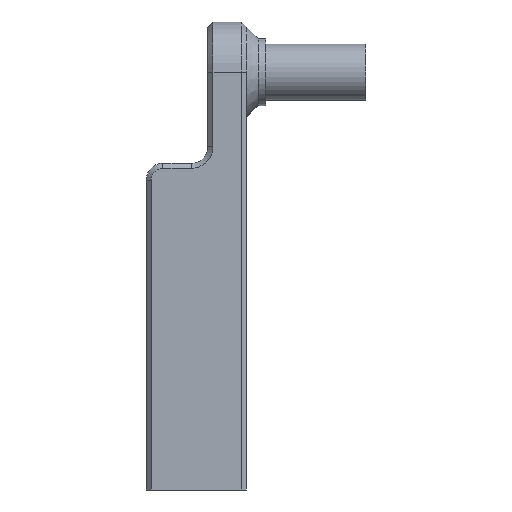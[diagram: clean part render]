
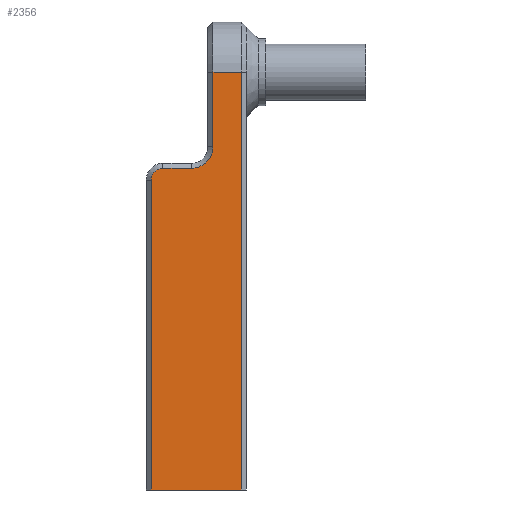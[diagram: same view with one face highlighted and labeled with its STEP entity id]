
A CAD part, front view. The second image highlights one B-rep face of the part: STEP entity #2356.
In plain terms, the highlighted planar face has unit normal (0, -1, 0).
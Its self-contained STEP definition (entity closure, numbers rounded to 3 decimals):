
#73 = EDGE_CURVE ( 'NONE', #2232, #877, #2550, .T. ) ;
#172 = VECTOR ( 'NONE', #449, 1000. ) ;
#181 = CARTESIAN_POINT ( 'NONE',  ( 5., 0., 92.73 ) ) ;
#184 = CARTESIAN_POINT ( 'NONE',  ( 28.5, 0., 125. ) ) ;
#308 = AXIS2_PLACEMENT_3D ( 'NONE', #1951, #3018, #2489 ) ;
#335 = CARTESIAN_POINT ( 'NONE',  ( 13.491, 0., 102.73 ) ) ;
#358 = CARTESIAN_POINT ( 'NONE',  ( 0., 0., 96.23 ) ) ;
#370 = VERTEX_POINT ( 'NONE', #1116 ) ;
#449 = DIRECTION ( 'NONE',  ( 0., 0., -1. ) ) ;
#498 = CARTESIAN_POINT ( 'NONE',  ( 13.491, 0., 96.23 ) ) ;
#528 = VECTOR ( 'NONE', #3134, 1000. ) ;
#611 = DIRECTION ( 'NONE',  ( 0., 1., 0. ) ) ;
#689 = VECTOR ( 'NONE', #1476, 1000. ) ;
#713 = DIRECTION ( 'NONE',  ( 0., 0., 1. ) ) ;
#727 = EDGE_CURVE ( 'NONE', #1267, #2232, #2317, .T. ) ;
#755 = LINE ( 'NONE', #2919, #2153 ) ;
#877 = VERTEX_POINT ( 'NONE', #2576 ) ;
#885 = PLANE ( 'NONE',  #308 ) ;
#1000 = LINE ( 'NONE', #2350, #3261 ) ;
#1052 = CARTESIAN_POINT ( 'NONE',  ( 28.5, 0., 0. ) ) ;
#1116 = CARTESIAN_POINT ( 'NONE',  ( 1.5, 0., 0. ) ) ;
#1267 = VERTEX_POINT ( 'NONE', #3309 ) ;
#1328 = EDGE_CURVE ( 'NONE', #1449, #2406, #1799, .T. ) ;
#1364 = ORIENTED_EDGE ( 'NONE', *, *, #2188, .F. ) ;
#1415 = EDGE_CURVE ( 'NONE', #370, #1449, #755, .T. ) ;
#1417 = CIRCLE ( 'NONE', #1643, 3.5 ) ;
#1449 = VERTEX_POINT ( 'NONE', #1052 ) ;
#1460 = LINE ( 'NONE', #3082, #689 ) ;
#1476 = DIRECTION ( 'NONE',  ( 0., 0., -1. ) ) ;
#1486 = EDGE_LOOP ( 'NONE', ( #2750, #2455, #1364, #1668, #3005, #3052, #1815, #1581 ) ) ;
#1537 = CARTESIAN_POINT ( 'NONE',  ( 1.5, 0., 92.73 ) ) ;
#1556 = CARTESIAN_POINT ( 'NONE',  ( 19.991, 0., 125. ) ) ;
#1572 = DIRECTION ( 'NONE',  ( 0., -1., 0. ) ) ;
#1573 = DIRECTION ( 'NONE',  ( 1., 0., 0. ) ) ;
#1581 = ORIENTED_EDGE ( 'NONE', *, *, #2393, .T. ) ;
#1596 = VERTEX_POINT ( 'NONE', #1537 ) ;
#1627 = EDGE_CURVE ( 'NONE', #3238, #1267, #2299, .T. ) ;
#1643 = AXIS2_PLACEMENT_3D ( 'NONE', #181, #1572, #713 ) ;
#1668 = ORIENTED_EDGE ( 'NONE', *, *, #1627, .T. ) ;
#1686 = DIRECTION ( 'NONE',  ( -1., 0., 0. ) ) ;
#1799 = LINE ( 'NONE', #3433, #528 ) ;
#1815 = ORIENTED_EDGE ( 'NONE', *, *, #3190, .T. ) ;
#1951 = CARTESIAN_POINT ( 'NONE',  ( 0., 0., 95. ) ) ;
#2112 = DIRECTION ( 'NONE',  ( 1., 0., 0. ) ) ;
#2153 = VECTOR ( 'NONE', #1573, 1000. ) ;
#2188 = EDGE_CURVE ( 'NONE', #3238, #2406, #1000, .T. ) ;
#2232 = VERTEX_POINT ( 'NONE', #498 ) ;
#2299 = LINE ( 'NONE', #2335, #172 ) ;
#2317 = CIRCLE ( 'NONE', #2770, 6.5 ) ;
#2335 = CARTESIAN_POINT ( 'NONE',  ( 19.991, 0., 95. ) ) ;
#2350 = CARTESIAN_POINT ( 'NONE',  ( 0., 0., 125. ) ) ;
#2356 = ADVANCED_FACE ( 'NONE', ( #3278 ), #885, .F. ) ;
#2393 = EDGE_CURVE ( 'NONE', #1596, #370, #1460, .T. ) ;
#2406 = VERTEX_POINT ( 'NONE', #184 ) ;
#2455 = ORIENTED_EDGE ( 'NONE', *, *, #1328, .T. ) ;
#2459 = DIRECTION ( 'NONE',  ( 0., 0., 1. ) ) ;
#2489 = DIRECTION ( 'NONE',  ( 0., 0., 1. ) ) ;
#2550 = LINE ( 'NONE', #358, #2948 ) ;
#2576 = CARTESIAN_POINT ( 'NONE',  ( 5., 0., 96.23 ) ) ;
#2750 = ORIENTED_EDGE ( 'NONE', *, *, #1415, .T. ) ;
#2770 = AXIS2_PLACEMENT_3D ( 'NONE', #335, #611, #2459 ) ;
#2919 = CARTESIAN_POINT ( 'NONE',  ( 0., 0., 0. ) ) ;
#2948 = VECTOR ( 'NONE', #1686, 1000. ) ;
#3005 = ORIENTED_EDGE ( 'NONE', *, *, #727, .T. ) ;
#3018 = DIRECTION ( 'NONE',  ( 0., 1., 0. ) ) ;
#3052 = ORIENTED_EDGE ( 'NONE', *, *, #73, .T. ) ;
#3082 = CARTESIAN_POINT ( 'NONE',  ( 1.5, 0., 95. ) ) ;
#3134 = DIRECTION ( 'NONE',  ( 0., 0., 1. ) ) ;
#3190 = EDGE_CURVE ( 'NONE', #877, #1596, #1417, .T. ) ;
#3238 = VERTEX_POINT ( 'NONE', #1556 ) ;
#3261 = VECTOR ( 'NONE', #2112, 1000. ) ;
#3278 = FACE_OUTER_BOUND ( 'NONE', #1486, .T. ) ;
#3309 = CARTESIAN_POINT ( 'NONE',  ( 19.991, 0., 102.73 ) ) ;
#3433 = CARTESIAN_POINT ( 'NONE',  ( 28.5, 0., 95. ) ) ;
